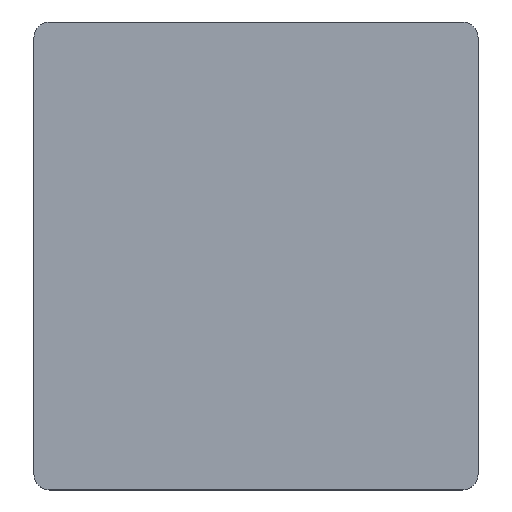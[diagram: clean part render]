
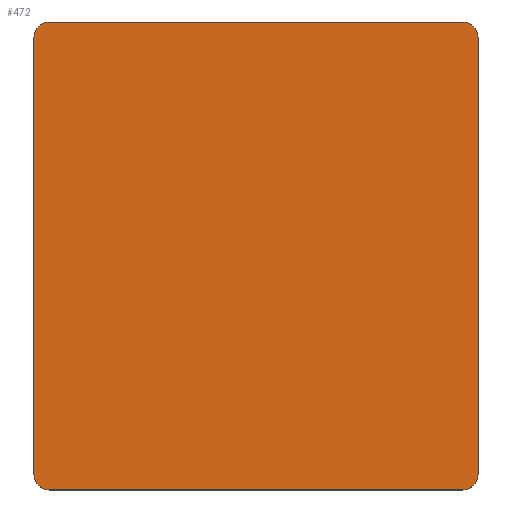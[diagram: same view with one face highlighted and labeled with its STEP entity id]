
A CAD part, top view. The second image highlights one B-rep face of the part: STEP entity #472.
In plain terms, the highlighted planar face has unit normal (0, 0, 1).
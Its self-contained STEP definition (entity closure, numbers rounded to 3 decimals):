
#72=CARTESIAN_POINT('',(28.364,29.914,12.95));
#73=VERTEX_POINT('',#72);
#89=CARTESIAN_POINT('',(26.95,30.5,12.95));
#90=VERTEX_POINT('',#89);
#97=CARTESIAN_POINT('',(26.95,28.5,12.95));
#98=DIRECTION('',(0.0,0.0,-1.));
#99=DIRECTION('',(0.707,0.707,0.0));
#100=AXIS2_PLACEMENT_3D('',#97,#98,#99);
#101=CIRCLE('',#100,2.);
#102=EDGE_CURVE('',#90,#73,#101,.T.);
#114=CARTESIAN_POINT('',(-28.364,29.914,12.95));
#115=VERTEX_POINT('',#114);
#131=CARTESIAN_POINT('',(-28.95,28.5,12.95));
#132=VERTEX_POINT('',#131);
#139=CARTESIAN_POINT('',(-26.95,28.5,12.95));
#140=DIRECTION('',(0.0,0.0,-1.));
#141=DIRECTION('',(-0.707,0.707,0.0));
#142=AXIS2_PLACEMENT_3D('',#139,#140,#141);
#143=CIRCLE('',#142,2.);
#144=EDGE_CURVE('',#132,#115,#143,.T.);
#156=CARTESIAN_POINT('',(-28.364,-29.914,12.95));
#157=VERTEX_POINT('',#156);
#173=CARTESIAN_POINT('',(-26.95,-30.5,12.95));
#174=VERTEX_POINT('',#173);
#181=CARTESIAN_POINT('',(-26.95,-28.5,12.95));
#182=DIRECTION('',(0.0,0.0,-1.));
#183=DIRECTION('',(-0.707,-0.707,0.0));
#184=AXIS2_PLACEMENT_3D('',#181,#182,#183);
#185=CIRCLE('',#184,2.);
#186=EDGE_CURVE('',#174,#157,#185,.T.);
#198=CARTESIAN_POINT('',(28.364,-29.914,12.95));
#199=VERTEX_POINT('',#198);
#215=CARTESIAN_POINT('',(28.95,-28.5,12.95));
#216=VERTEX_POINT('',#215);
#223=CARTESIAN_POINT('',(26.95,-28.5,12.95));
#224=DIRECTION('',(0.0,0.0,-1.));
#225=DIRECTION('',(0.707,-0.707,0.0));
#226=AXIS2_PLACEMENT_3D('',#223,#224,#225);
#227=CIRCLE('',#226,2.);
#228=EDGE_CURVE('',#216,#199,#227,.T.);
#239=CARTESIAN_POINT('',(26.95,-30.5,12.95));
#240=VERTEX_POINT('',#239);
#241=CARTESIAN_POINT('',(26.95,-28.5,12.95));
#242=DIRECTION('',(0.0,0.0,-1.));
#243=DIRECTION('',(0.707,-0.707,0.0));
#244=AXIS2_PLACEMENT_3D('',#241,#242,#243);
#245=CIRCLE('',#244,2.);
#246=EDGE_CURVE('',#199,#240,#245,.T.);
#271=CARTESIAN_POINT('',(26.95,-30.5,12.95));
#272=DIRECTION('',(-1.0,0.0,0.0));
#273=VECTOR('',#272,53.9);
#274=LINE('',#271,#273);
#275=EDGE_CURVE('',#240,#174,#274,.T.);
#294=CARTESIAN_POINT('',(-28.95,-28.5,12.95));
#295=VERTEX_POINT('',#294);
#296=CARTESIAN_POINT('',(-26.95,-28.5,12.95));
#297=DIRECTION('',(0.0,0.0,-1.));
#298=DIRECTION('',(-0.707,-0.707,0.0));
#299=AXIS2_PLACEMENT_3D('',#296,#297,#298);
#300=CIRCLE('',#299,2.);
#301=EDGE_CURVE('',#157,#295,#300,.T.);
#326=CARTESIAN_POINT('',(-28.95,-28.5,12.95));
#327=DIRECTION('',(0.0,1.0,0.0));
#328=VECTOR('',#327,57.0);
#329=LINE('',#326,#328);
#330=EDGE_CURVE('',#295,#132,#329,.T.);
#349=CARTESIAN_POINT('',(-26.95,30.5,12.95));
#350=VERTEX_POINT('',#349);
#351=CARTESIAN_POINT('',(-26.95,28.5,12.95));
#352=DIRECTION('',(0.0,0.0,-1.));
#353=DIRECTION('',(-0.707,0.707,0.0));
#354=AXIS2_PLACEMENT_3D('',#351,#352,#353);
#355=CIRCLE('',#354,2.);
#356=EDGE_CURVE('',#115,#350,#355,.T.);
#381=CARTESIAN_POINT('',(-26.95,30.5,12.95));
#382=DIRECTION('',(1.0,0.0,0.0));
#383=VECTOR('',#382,53.9);
#384=LINE('',#381,#383);
#385=EDGE_CURVE('',#350,#90,#384,.T.);
#404=CARTESIAN_POINT('',(28.95,28.5,12.95));
#405=VERTEX_POINT('',#404);
#406=CARTESIAN_POINT('',(26.95,28.5,12.95));
#407=DIRECTION('',(0.0,0.0,-1.));
#408=DIRECTION('',(0.707,0.707,0.0));
#409=AXIS2_PLACEMENT_3D('',#406,#407,#408);
#410=CIRCLE('',#409,2.);
#411=EDGE_CURVE('',#73,#405,#410,.T.);
#436=CARTESIAN_POINT('',(28.95,28.5,12.95));
#437=DIRECTION('',(0.0,-1.0,0.0));
#438=VECTOR('',#437,57.0);
#439=LINE('',#436,#438);
#440=EDGE_CURVE('',#405,#216,#439,.T.);
#453=CARTESIAN_POINT('',(0.,0.,12.95));
#454=DIRECTION('',(0.0,0.0,1.0));
#455=DIRECTION('',(1.0,0.0,0.0));
#456=AXIS2_PLACEMENT_3D('',#453,#454,#455);
#457=PLANE('',#456);
#458=ORIENTED_EDGE('',*,*,#228,.F.);
#459=ORIENTED_EDGE('',*,*,#440,.F.);
#460=ORIENTED_EDGE('',*,*,#411,.F.);
#461=ORIENTED_EDGE('',*,*,#102,.F.);
#462=ORIENTED_EDGE('',*,*,#385,.F.);
#463=ORIENTED_EDGE('',*,*,#356,.F.);
#464=ORIENTED_EDGE('',*,*,#144,.F.);
#465=ORIENTED_EDGE('',*,*,#330,.F.);
#466=ORIENTED_EDGE('',*,*,#301,.F.);
#467=ORIENTED_EDGE('',*,*,#186,.F.);
#468=ORIENTED_EDGE('',*,*,#275,.F.);
#469=ORIENTED_EDGE('',*,*,#246,.F.);
#470=EDGE_LOOP('',(#458,#459,#460,#461,#462,#463,#464,#465,#466,#467,#468,#469));
#471=FACE_OUTER_BOUND('',#470,.T.);
#472=ADVANCED_FACE('',(#471),#457,.T.);
